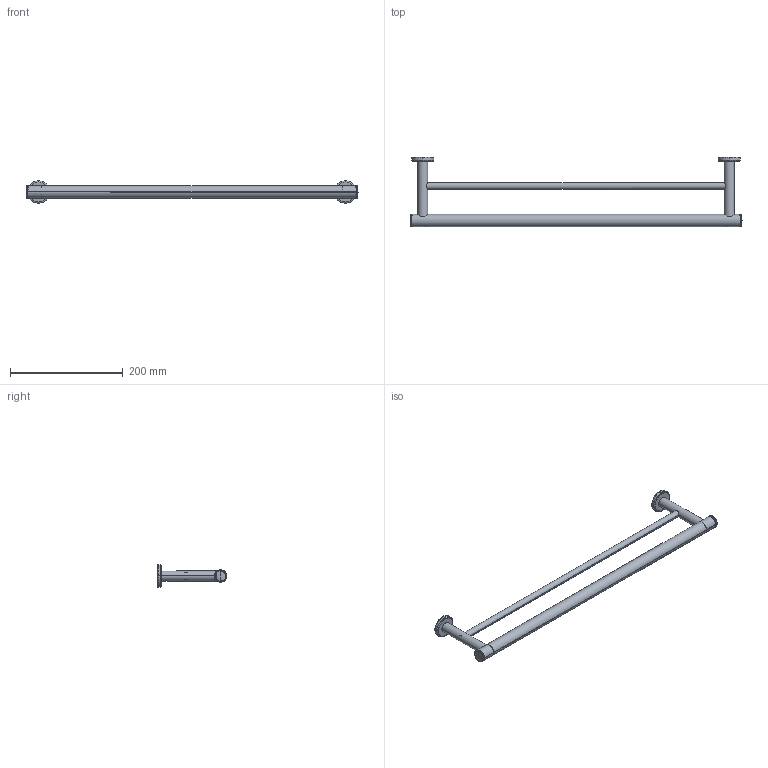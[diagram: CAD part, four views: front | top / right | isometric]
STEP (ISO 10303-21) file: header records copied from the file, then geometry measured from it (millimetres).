
FILE_DESCRIPTION(/* description */ (''),/* implementation_level */ '2;1');
FILE_NAME(/* name */ 'STEP - Mizu Drift Double Towel Rail 600mm_DIMS TBC',/* time_stamp */ '2025-08-12T08:45:33+10:00',/* author */ (''),/* organization */ (''),/* preprocessor_version */ 'ST-DEVELOPER v16.5',/* originating_system */ 'Rhino 7.37',/* authorisation */ '');
FILE_SCHEMA (('AUTOMOTIVE_DESIGN'));
Length unit declared in the file: millimetre
Products named in the file (15): Document; 221548_Mizu Drift Double Towel Rail 600mm; 01548_ASM_ASM; 01548_ASM_ASM_1_ASM; 01548_ASM_STP_ASM_1_ASM; 01524-02_1_1; 01524-03_1_2_3_4_1; 01548-01-A_1; 01548-01-B_1; M5-14_1_2_3_4_1; 01500-05_1_2_3_4_1; 01500-01_1_2_3_4_1; M5-5_1_2_3_4_1; 01524-04_1; 01548-02_1
Assembly tree (20 placements, depth 6):
  Document
    221548_Mizu Drift Double Towel Rail 600mm
      01548_ASM_ASM
        01548_ASM_ASM_1_ASM
          01548_ASM_STP_ASM_1_ASM
            01524-02_1_1
            01524-03_1_2_3_4_1  x2
            01548-01-A_1
            01548-01-B_1
            M5-14_1_2_3_4_1  x2
            01500-05_1_2_3_4_1  x2
            01500-01_1_2_3_4_1  x2
            M5-5_1_2_3_4_1  x2
            01524-04_1  x2
            01548-02_1
Bounding box: 590 x 123.46 x 39.6 mm (x, y, z)
Volume: 83046.6 mm3; surface area: 161616.6 mm2
Topology: 16 solids, 16 shells, 290 faces, 752 edges, 484 vertices
Faces by surface type: cylinder 148, bspline 74, plane 68
Entity records: 7667 total; most frequent: CARTESIAN_POINT 4266, ORIENTED_EDGE 910, EDGE_CURVE 455, VERTEX_POINT 296, B_SPLINE_CURVE_WITH_KNOTS 227, DIRECTION 223, EDGE_LOOP 211, AXIS2_PLACEMENT_3D 178
